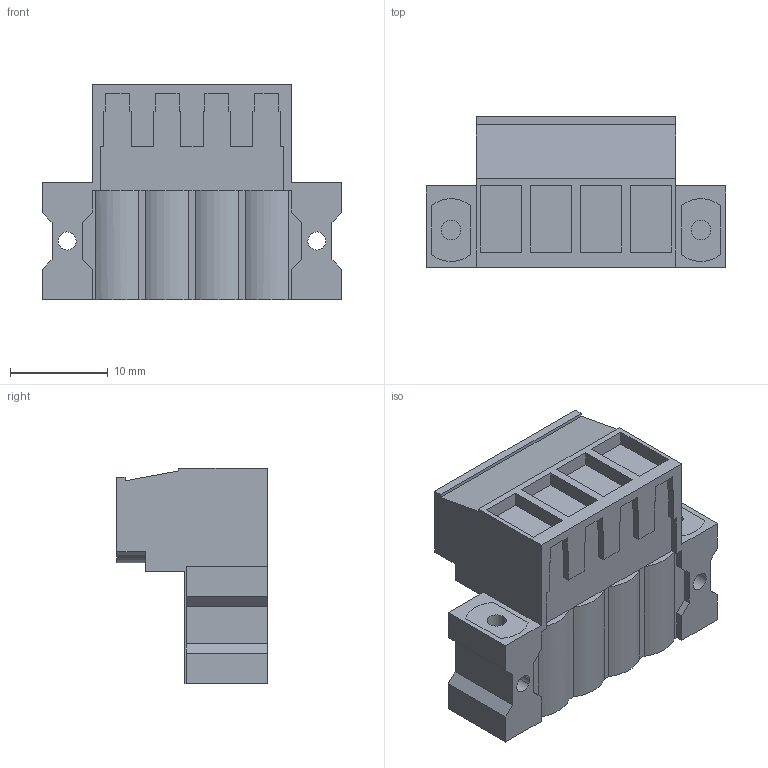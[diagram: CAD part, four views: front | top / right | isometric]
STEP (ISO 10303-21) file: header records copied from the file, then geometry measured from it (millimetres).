
FILE_DESCRIPTION(('CATIA V5 STEP Exchange','CAx-IF Rec.Pracs.--- Model Styling and Organization---1.2---2011-12-15'),'2;1');
FILE_NAME ('D1457465_0_1846380000_1846380000.stp','2017-05-17T12:00:03+00:00',('none'),('Weidmueller'),'CATIA Version 5-6 Release 2014','CATIA V5 STEP AP214','none');
FILE_SCHEMA(('AUTOMOTIVE_DESIGN { 1 0 10303 214 1 1 1 1 }'));
Length unit declared in the file: millimetre
Products named in the file (1): 1846380000
Bounding box: 30.58 x 15.38 x 22.05 mm (x, y, z)
Volume: 4345.9 mm3; surface area: 4386.9 mm2
Topology: 13 solids, 13 shells, 396 faces, 1055 edges, 708 vertices
Faces by surface type: plane 300, cylinder 80, extrusion 16
Entity records: 11986 total; most frequent: CARTESIAN_POINT 2574, ORIENTED_EDGE 2110, DIRECTION 1553, EDGE_CURVE 1055, VECTOR 855, LINE 839, VERTEX_POINT 708, AXIS2_PLACEMENT_3D 439
